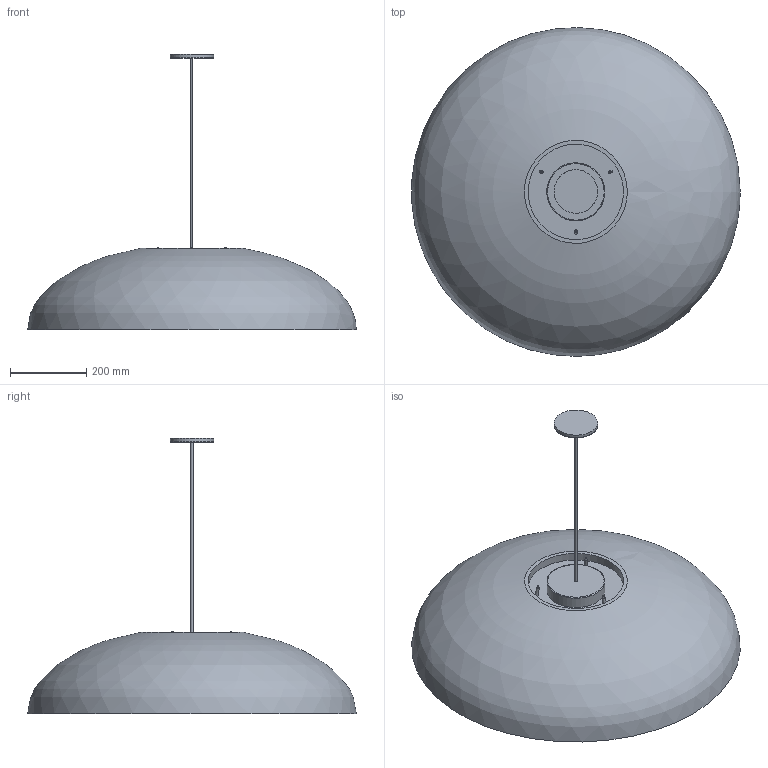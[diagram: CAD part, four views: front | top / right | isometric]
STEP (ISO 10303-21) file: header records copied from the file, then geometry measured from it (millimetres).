
FILE_DESCRIPTION(/* description */ (''),/* implementation_level */ '2;1');
FILE_NAME(/* name */ 'Float36_3D_mm',/* time_stamp */ '2025-07-02T13:25:30-07:00',/* author */ (''),/* organization */ (''),/* preprocessor_version */ 'ST-DEVELOPER v16.5',/* originating_system */ '',/* authorisation */ '');
FILE_SCHEMA (('AUTOMOTIVE_DESIGN'));
Length unit declared in the file: millimetre
Products named in the file (1): Document
Bounding box: 862.75 x 863.56 x 722.53 mm (x, y, z)
Volume: 17285644.4 mm3; surface area: 1903221.1 mm2
Topology: 10 solids, 10 shells, 44 faces, 61 edges, 41 vertices
Faces by surface type: bspline 23, plane 21
Entity records: 1534 total; most frequent: CARTESIAN_POINT 960, ORIENTED_EDGE 116, EDGE_CURVE 58, EDGE_LOOP 47, ADVANCED_FACE 44, FACE_OUTER_BOUND 44, VERTEX_POINT 35, DIRECTION 27
